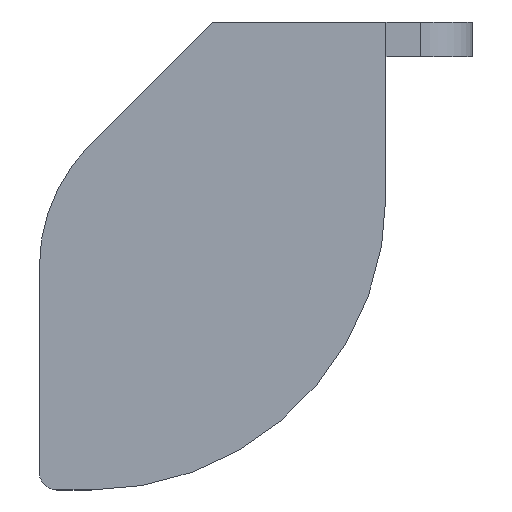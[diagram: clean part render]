
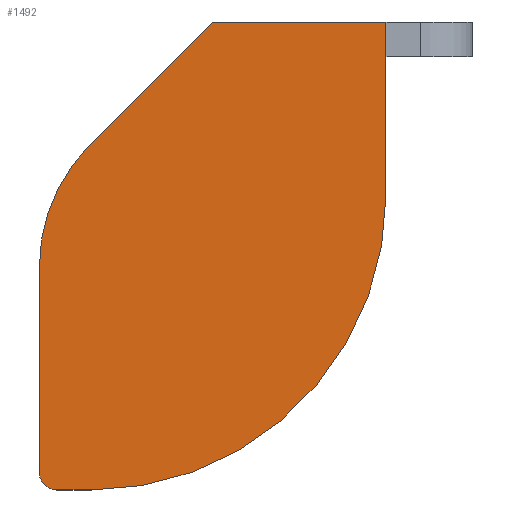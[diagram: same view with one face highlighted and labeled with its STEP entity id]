
A CAD part, front view. The second image highlights one B-rep face of the part: STEP entity #1492.
In plain terms, the highlighted face is planar.
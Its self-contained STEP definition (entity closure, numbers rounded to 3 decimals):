
#642 = PLANE('',#643);
#643 = AXIS2_PLACEMENT_3D('',#644,#645,#646);
#644 = CARTESIAN_POINT('',(-27.3,7.2,20.));
#645 = DIRECTION('',(-1.,0.,0.));
#646 = DIRECTION('',(0.,1.,0.));
#811 = PLANE('',#812);
#812 = AXIS2_PLACEMENT_3D('',#813,#814,#815);
#813 = CARTESIAN_POINT('',(-27.3,34.2,20.));
#814 = DIRECTION('',(0.,-1.,0.));
#815 = DIRECTION('',(-1.,0.,0.));
#879 = VERTEX_POINT('',#880);
#880 = CARTESIAN_POINT('',(-27.3,24.2,30.));
#894 = CYLINDRICAL_SURFACE('',#895,17.);
#895 = AXIS2_PLACEMENT_3D('',#896,#897,#898);
#896 = CARTESIAN_POINT('',(-44.3,24.2,20.));
#897 = DIRECTION('',(0.,0.,1.));
#898 = DIRECTION('',(1.,0.,0.));
#906 = EDGE_CURVE('',#879,#907,#909,.T.);
#907 = VERTEX_POINT('',#908);
#908 = CARTESIAN_POINT('',(-27.3,34.2,30.));
#909 = SURFACE_CURVE('',#910,(#914,#921),.PCURVE_S1.);
#910 = LINE('',#911,#912);
#911 = CARTESIAN_POINT('',(-27.3,7.2,30.));
#912 = VECTOR('',#913,1.);
#913 = DIRECTION('',(0.,1.,0.));
#914 = PCURVE('',#642,#915);
#915 = DEFINITIONAL_REPRESENTATION('',(#916),#920);
#916 = LINE('',#917,#918);
#917 = CARTESIAN_POINT('',(0.,-10.));
#918 = VECTOR('',#919,1.);
#919 = DIRECTION('',(1.,0.));
#920 = ( GEOMETRIC_REPRESENTATION_CONTEXT(2) 
PARAMETRIC_REPRESENTATION_CONTEXT() REPRESENTATION_CONTEXT('2D SPACE',''
  ) );
#921 = PCURVE('',#922,#927);
#922 = PLANE('',#923);
#923 = AXIS2_PLACEMENT_3D('',#924,#925,#926);
#924 = CARTESIAN_POINT('',(-27.3,34.2,30.));
#925 = DIRECTION('',(0.,0.,-1.));
#926 = DIRECTION('',(0.,1.,0.));
#927 = DEFINITIONAL_REPRESENTATION('',(#928),#932);
#928 = LINE('',#929,#930);
#929 = CARTESIAN_POINT('',(-27.,0.));
#930 = VECTOR('',#931,1.);
#931 = DIRECTION('',(1.,0.));
#932 = ( GEOMETRIC_REPRESENTATION_CONTEXT(2) 
PARAMETRIC_REPRESENTATION_CONTEXT() REPRESENTATION_CONTEXT('2D SPACE',''
  ) );
#1199 = EDGE_CURVE('',#907,#1200,#1202,.T.);
#1200 = VERTEX_POINT('',#1201);
#1201 = CARTESIAN_POINT('',(-37.3,34.2,30.));
#1202 = SURFACE_CURVE('',#1203,(#1207,#1214),.PCURVE_S1.);
#1203 = LINE('',#1204,#1205);
#1204 = CARTESIAN_POINT('',(-27.3,34.2,30.));
#1205 = VECTOR('',#1206,1.);
#1206 = DIRECTION('',(-1.,0.,0.));
#1207 = PCURVE('',#811,#1208);
#1208 = DEFINITIONAL_REPRESENTATION('',(#1209),#1213);
#1209 = LINE('',#1210,#1211);
#1210 = CARTESIAN_POINT('',(0.,-10.));
#1211 = VECTOR('',#1212,1.);
#1212 = DIRECTION('',(1.,0.));
#1213 = ( GEOMETRIC_REPRESENTATION_CONTEXT(2) 
PARAMETRIC_REPRESENTATION_CONTEXT() REPRESENTATION_CONTEXT('2D SPACE',''
  ) );
#1214 = PCURVE('',#922,#1215);
#1215 = DEFINITIONAL_REPRESENTATION('',(#1216),#1220);
#1216 = LINE('',#1217,#1218);
#1217 = CARTESIAN_POINT('',(0.,0.));
#1218 = VECTOR('',#1219,1.);
#1219 = DIRECTION('',(0.,-1.));
#1220 = ( GEOMETRIC_REPRESENTATION_CONTEXT(2) 
PARAMETRIC_REPRESENTATION_CONTEXT() REPRESENTATION_CONTEXT('2D SPACE',''
  ) );
#1238 = PLANE('',#1239);
#1239 = AXIS2_PLACEMENT_3D('',#1240,#1241,#1242);
#1240 = CARTESIAN_POINT('',(-42.3,29.2,20.));
#1241 = DIRECTION('',(-0.707,0.707,
    0.));
#1242 = DIRECTION('',(0.,0.,-1.));
#1294 = PLANE('',#1295);
#1295 = AXIS2_PLACEMENT_3D('',#1296,#1297,#1298);
#1296 = CARTESIAN_POINT('',(-47.3,34.2,20.));
#1297 = DIRECTION('',(1.,0.,0.));
#1298 = DIRECTION('',(0.,-1.,0.));
#1323 = CYLINDRICAL_SURFACE('',#1324,10.);
#1324 = AXIS2_PLACEMENT_3D('',#1325,#1326,#1327);
#1325 = CARTESIAN_POINT('',(-37.3,20.058,20.));
#1326 = DIRECTION('',(0.,0.,1.));
#1327 = DIRECTION('',(-1.,0.,0.));
#1400 = PLANE('',#1401);
#1401 = AXIS2_PLACEMENT_3D('',#1402,#1403,#1404);
#1402 = CARTESIAN_POINT('',(-47.3,7.2,20.));
#1403 = DIRECTION('',(0.,1.,0.));
#1404 = DIRECTION('',(1.,0.,0.));
#1431 = CYLINDRICAL_SURFACE('',#1432,1.);
#1432 = AXIS2_PLACEMENT_3D('',#1433,#1434,#1435);
#1433 = CARTESIAN_POINT('',(-46.3,8.2,20.));
#1434 = DIRECTION('',(0.,0.,1.));
#1435 = DIRECTION('',(-1.,0.,0.));
#1448 = VERTEX_POINT('',#1449);
#1449 = CARTESIAN_POINT('',(-44.3,7.2,30.));
#1470 = EDGE_CURVE('',#879,#1448,#1471,.T.);
#1471 = SURFACE_CURVE('',#1472,(#1477,#1484),.PCURVE_S1.);
#1472 = CIRCLE('',#1473,17.);
#1473 = AXIS2_PLACEMENT_3D('',#1474,#1475,#1476);
#1474 = CARTESIAN_POINT('',(-44.3,24.2,30.));
#1475 = DIRECTION('',(0.,0.,-1.));
#1476 = DIRECTION('',(0.,-1.,0.));
#1477 = PCURVE('',#894,#1478);
#1478 = DEFINITIONAL_REPRESENTATION('',(#1479),#1483);
#1479 = LINE('',#1480,#1481);
#1480 = CARTESIAN_POINT('',(4.712,10.));
#1481 = VECTOR('',#1482,1.);
#1482 = DIRECTION('',(-1.,0.));
#1483 = ( GEOMETRIC_REPRESENTATION_CONTEXT(2) 
PARAMETRIC_REPRESENTATION_CONTEXT() REPRESENTATION_CONTEXT('2D SPACE',''
  ) );
#1484 = PCURVE('',#922,#1485);
#1485 = DEFINITIONAL_REPRESENTATION('',(#1486),#1490);
#1486 = CIRCLE('',#1487,17.);
#1487 = AXIS2_PLACEMENT_2D('',#1488,#1489);
#1488 = CARTESIAN_POINT('',(-10.,-17.));
#1489 = DIRECTION('',(-1.,0.));
#1490 = ( GEOMETRIC_REPRESENTATION_CONTEXT(2) 
PARAMETRIC_REPRESENTATION_CONTEXT() REPRESENTATION_CONTEXT('2D SPACE',''
  ) );
#1492 = ADVANCED_FACE('',(#1493),#922,.F.);
#1493 = FACE_BOUND('',#1494,.F.);
#1494 = EDGE_LOOP('',(#1495,#1520,#1544,#1565,#1566,#1567,#1568,#1591));
#1495 = ORIENTED_EDGE('',*,*,#1496,.F.);
#1496 = EDGE_CURVE('',#1497,#1499,#1501,.T.);
#1497 = VERTEX_POINT('',#1498);
#1498 = CARTESIAN_POINT('',(-47.3,20.058,30.));
#1499 = VERTEX_POINT('',#1500);
#1500 = CARTESIAN_POINT('',(-47.3,8.2,30.));
#1501 = SURFACE_CURVE('',#1502,(#1506,#1513),.PCURVE_S1.);
#1502 = LINE('',#1503,#1504);
#1503 = CARTESIAN_POINT('',(-47.3,34.2,30.));
#1504 = VECTOR('',#1505,1.);
#1505 = DIRECTION('',(0.,-1.,0.));
#1506 = PCURVE('',#922,#1507);
#1507 = DEFINITIONAL_REPRESENTATION('',(#1508),#1512);
#1508 = LINE('',#1509,#1510);
#1509 = CARTESIAN_POINT('',(0.,-20.));
#1510 = VECTOR('',#1511,1.);
#1511 = DIRECTION('',(-1.,0.));
#1512 = ( GEOMETRIC_REPRESENTATION_CONTEXT(2) 
PARAMETRIC_REPRESENTATION_CONTEXT() REPRESENTATION_CONTEXT('2D SPACE',''
  ) );
#1513 = PCURVE('',#1294,#1514);
#1514 = DEFINITIONAL_REPRESENTATION('',(#1515),#1519);
#1515 = LINE('',#1516,#1517);
#1516 = CARTESIAN_POINT('',(0.,-10.));
#1517 = VECTOR('',#1518,1.);
#1518 = DIRECTION('',(1.,0.));
#1519 = ( GEOMETRIC_REPRESENTATION_CONTEXT(2) 
PARAMETRIC_REPRESENTATION_CONTEXT() REPRESENTATION_CONTEXT('2D SPACE',''
  ) );
#1520 = ORIENTED_EDGE('',*,*,#1521,.T.);
#1521 = EDGE_CURVE('',#1497,#1522,#1524,.T.);
#1522 = VERTEX_POINT('',#1523);
#1523 = CARTESIAN_POINT('',(-44.371,27.129,30.));
#1524 = SURFACE_CURVE('',#1525,(#1530,#1537),.PCURVE_S1.);
#1525 = CIRCLE('',#1526,10.);
#1526 = AXIS2_PLACEMENT_3D('',#1527,#1528,#1529);
#1527 = CARTESIAN_POINT('',(-37.3,20.058,30.));
#1528 = DIRECTION('',(0.,0.,-1.));
#1529 = DIRECTION('',(0.,-1.,0.));
#1530 = PCURVE('',#922,#1531);
#1531 = DEFINITIONAL_REPRESENTATION('',(#1532),#1536);
#1532 = CIRCLE('',#1533,10.);
#1533 = AXIS2_PLACEMENT_2D('',#1534,#1535);
#1534 = CARTESIAN_POINT('',(-14.142,-10.));
#1535 = DIRECTION('',(-1.,0.));
#1536 = ( GEOMETRIC_REPRESENTATION_CONTEXT(2) 
PARAMETRIC_REPRESENTATION_CONTEXT() REPRESENTATION_CONTEXT('2D SPACE',''
  ) );
#1537 = PCURVE('',#1323,#1538);
#1538 = DEFINITIONAL_REPRESENTATION('',(#1539),#1543);
#1539 = LINE('',#1540,#1541);
#1540 = CARTESIAN_POINT('',(1.571,10.));
#1541 = VECTOR('',#1542,1.);
#1542 = DIRECTION('',(-1.,0.));
#1543 = ( GEOMETRIC_REPRESENTATION_CONTEXT(2) 
PARAMETRIC_REPRESENTATION_CONTEXT() REPRESENTATION_CONTEXT('2D SPACE',''
  ) );
#1544 = ORIENTED_EDGE('',*,*,#1545,.F.);
#1545 = EDGE_CURVE('',#1200,#1522,#1546,.T.);
#1546 = SURFACE_CURVE('',#1547,(#1551,#1558),.PCURVE_S1.);
#1547 = LINE('',#1548,#1549);
#1548 = CARTESIAN_POINT('',(-37.3,34.2,30.));
#1549 = VECTOR('',#1550,1.);
#1550 = DIRECTION('',(-0.707,-0.707,
    0.));
#1551 = PCURVE('',#922,#1552);
#1552 = DEFINITIONAL_REPRESENTATION('',(#1553),#1557);
#1553 = LINE('',#1554,#1555);
#1554 = CARTESIAN_POINT('',(0.,-10.));
#1555 = VECTOR('',#1556,1.);
#1556 = DIRECTION('',(-0.707,-0.707));
#1557 = ( GEOMETRIC_REPRESENTATION_CONTEXT(2) 
PARAMETRIC_REPRESENTATION_CONTEXT() REPRESENTATION_CONTEXT('2D SPACE',''
  ) );
#1558 = PCURVE('',#1238,#1559);
#1559 = DEFINITIONAL_REPRESENTATION('',(#1560),#1564);
#1560 = LINE('',#1561,#1562);
#1561 = CARTESIAN_POINT('',(-10.,-7.071));
#1562 = VECTOR('',#1563,1.);
#1563 = DIRECTION('',(0.,1.));
#1564 = ( GEOMETRIC_REPRESENTATION_CONTEXT(2) 
PARAMETRIC_REPRESENTATION_CONTEXT() REPRESENTATION_CONTEXT('2D SPACE',''
  ) );
#1565 = ORIENTED_EDGE('',*,*,#1199,.F.);
#1566 = ORIENTED_EDGE('',*,*,#906,.F.);
#1567 = ORIENTED_EDGE('',*,*,#1470,.T.);
#1568 = ORIENTED_EDGE('',*,*,#1569,.F.);
#1569 = EDGE_CURVE('',#1570,#1448,#1572,.T.);
#1570 = VERTEX_POINT('',#1571);
#1571 = CARTESIAN_POINT('',(-46.3,7.2,30.));
#1572 = SURFACE_CURVE('',#1573,(#1577,#1584),.PCURVE_S1.);
#1573 = LINE('',#1574,#1575);
#1574 = CARTESIAN_POINT('',(-47.3,7.2,30.));
#1575 = VECTOR('',#1576,1.);
#1576 = DIRECTION('',(1.,0.,0.));
#1577 = PCURVE('',#922,#1578);
#1578 = DEFINITIONAL_REPRESENTATION('',(#1579),#1583);
#1579 = LINE('',#1580,#1581);
#1580 = CARTESIAN_POINT('',(-27.,-20.));
#1581 = VECTOR('',#1582,1.);
#1582 = DIRECTION('',(0.,1.));
#1583 = ( GEOMETRIC_REPRESENTATION_CONTEXT(2) 
PARAMETRIC_REPRESENTATION_CONTEXT() REPRESENTATION_CONTEXT('2D SPACE',''
  ) );
#1584 = PCURVE('',#1400,#1585);
#1585 = DEFINITIONAL_REPRESENTATION('',(#1586),#1590);
#1586 = LINE('',#1587,#1588);
#1587 = CARTESIAN_POINT('',(0.,-10.));
#1588 = VECTOR('',#1589,1.);
#1589 = DIRECTION('',(1.,0.));
#1590 = ( GEOMETRIC_REPRESENTATION_CONTEXT(2) 
PARAMETRIC_REPRESENTATION_CONTEXT() REPRESENTATION_CONTEXT('2D SPACE',''
  ) );
#1591 = ORIENTED_EDGE('',*,*,#1592,.F.);
#1592 = EDGE_CURVE('',#1499,#1570,#1593,.T.);
#1593 = SURFACE_CURVE('',#1594,(#1599,#1610),.PCURVE_S1.);
#1594 = CIRCLE('',#1595,1.);
#1595 = AXIS2_PLACEMENT_3D('',#1596,#1597,#1598);
#1596 = CARTESIAN_POINT('',(-46.3,8.2,30.));
#1597 = DIRECTION('',(0.,0.,1.));
#1598 = DIRECTION('',(0.,-1.,0.));
#1599 = PCURVE('',#922,#1600);
#1600 = DEFINITIONAL_REPRESENTATION('',(#1601),#1609);
#1601 = ( BOUNDED_CURVE() B_SPLINE_CURVE(2,(#1602,#1603,#1604,#1605,
#1606,#1607,#1608),.UNSPECIFIED.,.F.,.F.) B_SPLINE_CURVE_WITH_KNOTS((1,2
    ,2,2,2,1),(-2.094,0.,2.094,4.189,
6.283,8.378),.UNSPECIFIED.) CURVE() 
GEOMETRIC_REPRESENTATION_ITEM() RATIONAL_B_SPLINE_CURVE((1.,0.5,1.,0.5,
1.,0.5,1.)) REPRESENTATION_ITEM('') );
#1602 = CARTESIAN_POINT('',(-27.,-19.));
#1603 = CARTESIAN_POINT('',(-27.,-17.268));
#1604 = CARTESIAN_POINT('',(-25.5,-18.134));
#1605 = CARTESIAN_POINT('',(-24.,-19.));
#1606 = CARTESIAN_POINT('',(-25.5,-19.866));
#1607 = CARTESIAN_POINT('',(-27.,-20.732));
#1608 = CARTESIAN_POINT('',(-27.,-19.));
#1609 = ( GEOMETRIC_REPRESENTATION_CONTEXT(2) 
PARAMETRIC_REPRESENTATION_CONTEXT() REPRESENTATION_CONTEXT('2D SPACE',''
  ) );
#1610 = PCURVE('',#1431,#1611);
#1611 = DEFINITIONAL_REPRESENTATION('',(#1612),#1616);
#1612 = LINE('',#1613,#1614);
#1613 = CARTESIAN_POINT('',(-4.712,10.));
#1614 = VECTOR('',#1615,1.);
#1615 = DIRECTION('',(1.,0.));
#1616 = ( GEOMETRIC_REPRESENTATION_CONTEXT(2) 
PARAMETRIC_REPRESENTATION_CONTEXT() REPRESENTATION_CONTEXT('2D SPACE',''
  ) );
